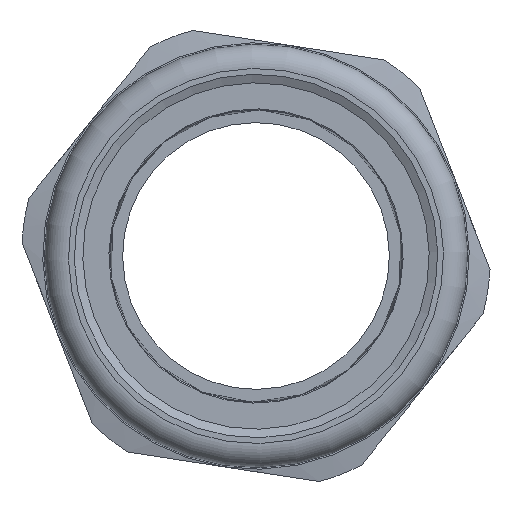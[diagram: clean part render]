
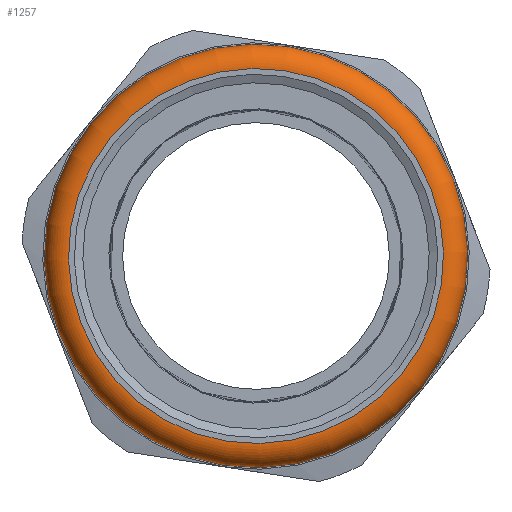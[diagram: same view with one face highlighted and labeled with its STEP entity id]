
A CAD part, left-side view. The second image highlights one B-rep face of the part: STEP entity #1257.
In plain terms, the highlighted toroidal (fillet/blend) face has major radius 35.399 mm and minor radius 4.316 mm.
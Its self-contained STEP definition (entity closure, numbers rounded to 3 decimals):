
#43=TOROIDAL_SURFACE('',#1430,35.399,4.316);
#215=FACE_BOUND('',#407,.T.);
#308=FACE_OUTER_BOUND('',#406,.T.);
#406=EDGE_LOOP('',(#1020));
#407=EDGE_LOOP('',(#1021));
#525=CIRCLE('',#1429,35.18);
#526=CIRCLE('',#1431,39.715);
#625=VERTEX_POINT('',#4171);
#626=VERTEX_POINT('',#4174);
#773=EDGE_CURVE('',#625,#625,#525,.T.);
#774=EDGE_CURVE('',#626,#626,#526,.T.);
#1020=ORIENTED_EDGE('',*,*,#773,.T.);
#1021=ORIENTED_EDGE('',*,*,#774,.F.);
#1257=ADVANCED_FACE('',(#308,#215),#43,.T.);
#1429=AXIS2_PLACEMENT_3D('',#4172,#1689,#1690);
#1430=AXIS2_PLACEMENT_3D('',#4173,#1691,#1692);
#1431=AXIS2_PLACEMENT_3D('',#4175,#1693,#1694);
#1689=DIRECTION('center_axis',(1.,0.,0.));
#1690=DIRECTION('ref_axis',(0.,0.,-1.));
#1691=DIRECTION('center_axis',(1.,0.,0.));
#1692=DIRECTION('ref_axis',(0.,0.,-1.));
#1693=DIRECTION('center_axis',(1.,0.,0.));
#1694=DIRECTION('ref_axis',(0.,0.,-1.));
#4171=CARTESIAN_POINT('',(-25.88,35.18,0.));
#4172=CARTESIAN_POINT('Origin',(-25.88,0.,0.));
#4173=CARTESIAN_POINT('Origin',(-21.57,0.,0.));
#4174=CARTESIAN_POINT('',(-21.57,39.715,0.));
#4175=CARTESIAN_POINT('Origin',(-21.57,0.,0.));
